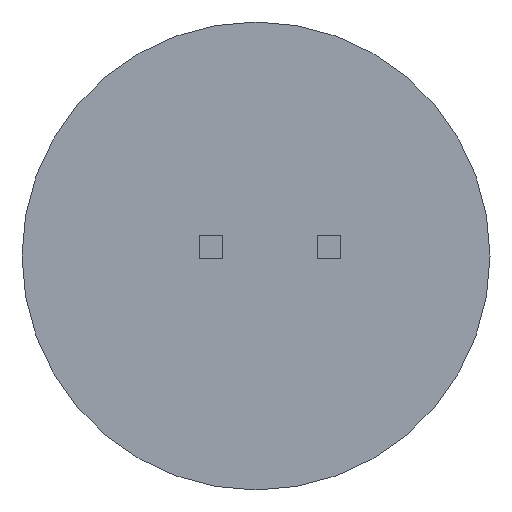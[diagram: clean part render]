
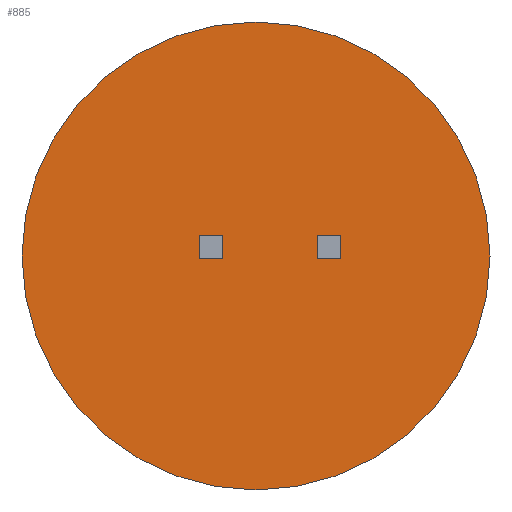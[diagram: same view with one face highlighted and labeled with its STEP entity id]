
A CAD part, front view. The second image highlights one B-rep face of the part: STEP entity #885.
In plain terms, the highlighted planar face has unit normal (0, -1, 0).
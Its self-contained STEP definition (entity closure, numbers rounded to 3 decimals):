
#66 = CIRCLE ( 'NONE', #600, 5.04 ) ;
#81 = CARTESIAN_POINT ( 'NONE',  ( 5.04, -2., 0. ) ) ;
#204 = CARTESIAN_POINT ( 'NONE',  ( 0., -2., -5.04 ) ) ;
#205 = VERTEX_POINT ( 'NONE', #285 ) ;
#220 = DIRECTION ( 'NONE',  ( 0., 0., 1. ) ) ;
#240 = DIRECTION ( 'NONE',  ( 0., 1., 0. ) ) ;
#285 = CARTESIAN_POINT ( 'NONE',  ( 0., -2., 5.04 ) ) ;
#377 = CIRCLE ( 'NONE', #717, 5.04 ) ;
#389 = DIRECTION ( 'NONE',  ( 0., 1., 0. ) ) ;
#450 = ORIENTED_EDGE ( 'NONE', *, *, #792, .F. ) ;
#459 = EDGE_CURVE ( 'NONE', #205, #872, #66, .T. ) ;
#502 = AXIS2_PLACEMENT_3D ( 'NONE', #81, #746, #220 ) ;
#527 = EDGE_LOOP ( 'NONE', ( #884, #450 ) ) ;
#540 = DIRECTION ( 'NONE',  ( 0., 0., 1. ) ) ;
#600 = AXIS2_PLACEMENT_3D ( 'NONE', #693, #389, #684 ) ;
#684 = DIRECTION ( 'NONE',  ( 0., 0., 1. ) ) ;
#693 = CARTESIAN_POINT ( 'NONE',  ( 0., -2., 0. ) ) ;
#705 = PLANE ( 'NONE',  #502 ) ;
#717 = AXIS2_PLACEMENT_3D ( 'NONE', #904, #240, #540 ) ;
#746 = DIRECTION ( 'NONE',  ( 0., 1., 0. ) ) ;
#783 = FACE_OUTER_BOUND ( 'NONE', #527, .T. ) ;
#792 = EDGE_CURVE ( 'NONE', #872, #205, #377, .T. ) ;
#872 = VERTEX_POINT ( 'NONE', #204 ) ;
#884 = ORIENTED_EDGE ( 'NONE', *, *, #459, .F. ) ;
#885 = ADVANCED_FACE ( 'NONE', ( #783 ), #705, .F. ) ;
#904 = CARTESIAN_POINT ( 'NONE',  ( 0., -2., 0. ) ) ;
